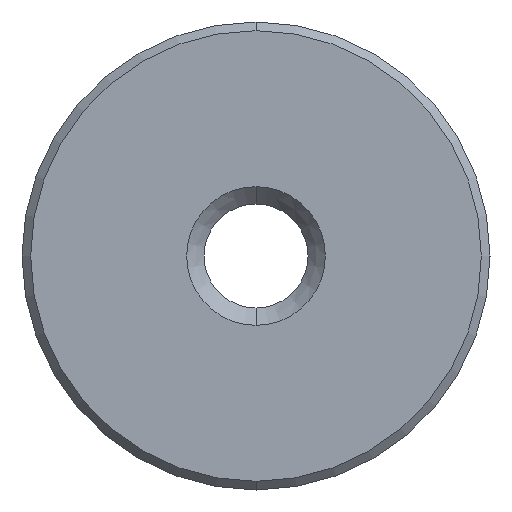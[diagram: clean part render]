
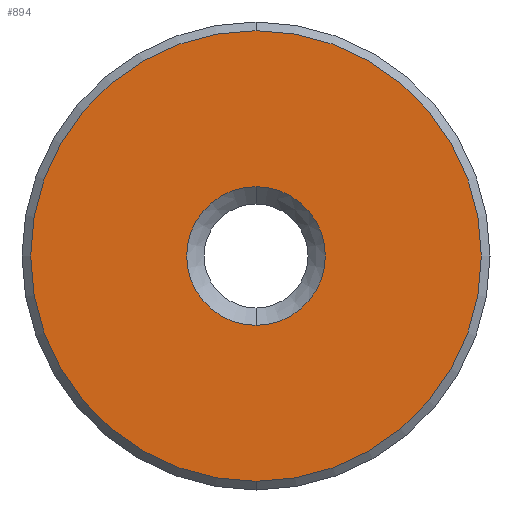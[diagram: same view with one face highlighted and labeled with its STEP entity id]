
A CAD part, front view. The second image highlights one B-rep face of the part: STEP entity #894.
In plain terms, the highlighted planar face has unit normal (0, -1, 0).
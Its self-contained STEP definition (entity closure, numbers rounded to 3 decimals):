
#32 = CARTESIAN_POINT ( 'NONE',  ( 0., 0., -4. ) ) ;
#38 = VERTEX_POINT ( 'NONE', #32 ) ;
#48 = ORIENTED_EDGE ( 'NONE', *, *, #1212, .T. ) ;
#53 = VERTEX_POINT ( 'NONE', #926 ) ;
#120 = EDGE_LOOP ( 'NONE', ( #879, #492 ) ) ;
#123 = CARTESIAN_POINT ( 'NONE',  ( 0., 0., 0. ) ) ;
#141 = AXIS2_PLACEMENT_3D ( 'NONE', #123, #506, #331 ) ;
#183 = FACE_OUTER_BOUND ( 'NONE', #120, .T. ) ;
#186 = EDGE_LOOP ( 'NONE', ( #48, #914 ) ) ;
#190 = CARTESIAN_POINT ( 'NONE',  ( 0., 0., 13. ) ) ;
#250 = EDGE_CURVE ( 'NONE', #53, #38, #326, .T. ) ;
#260 = CIRCLE ( 'NONE', #311, 4. ) ;
#265 = DIRECTION ( 'NONE',  ( 0., -1., 0. ) ) ;
#311 = AXIS2_PLACEMENT_3D ( 'NONE', #872, #384, #584 ) ;
#313 = CARTESIAN_POINT ( 'NONE',  ( 0., 0., -13. ) ) ;
#316 = DIRECTION ( 'NONE',  ( 0., 0., 1. ) ) ;
#326 = CIRCLE ( 'NONE', #141, 4. ) ;
#331 = DIRECTION ( 'NONE',  ( 0., 0., 1. ) ) ;
#384 = DIRECTION ( 'NONE',  ( 0., 1., 0. ) ) ;
#474 = EDGE_CURVE ( 'NONE', #705, #848, #720, .T. ) ;
#478 = FACE_BOUND ( 'NONE', #186, .T. ) ;
#492 = ORIENTED_EDGE ( 'NONE', *, *, #474, .T. ) ;
#506 = DIRECTION ( 'NONE',  ( 0., 1., 0. ) ) ;
#522 = CARTESIAN_POINT ( 'NONE',  ( 0., 0., 0. ) ) ;
#584 = DIRECTION ( 'NONE',  ( 0., 0., 1. ) ) ;
#586 = CARTESIAN_POINT ( 'NONE',  ( 0., 0., 0. ) ) ;
#656 = AXIS2_PLACEMENT_3D ( 'NONE', #586, #860, #987 ) ;
#705 = VERTEX_POINT ( 'NONE', #313 ) ;
#720 = CIRCLE ( 'NONE', #1025, 13. ) ;
#757 = AXIS2_PLACEMENT_3D ( 'NONE', #522, #902, #316 ) ;
#848 = VERTEX_POINT ( 'NONE', #190 ) ;
#860 = DIRECTION ( 'NONE',  ( 0., 1., 0. ) ) ;
#872 = CARTESIAN_POINT ( 'NONE',  ( 0., 0., 0. ) ) ;
#879 = ORIENTED_EDGE ( 'NONE', *, *, #915, .T. ) ;
#894 = ADVANCED_FACE ( 'NONE', ( #183, #478 ), #1077, .F. ) ;
#902 = DIRECTION ( 'NONE',  ( 0., -1., 0. ) ) ;
#914 = ORIENTED_EDGE ( 'NONE', *, *, #250, .T. ) ;
#915 = EDGE_CURVE ( 'NONE', #848, #705, #1244, .T. ) ;
#926 = CARTESIAN_POINT ( 'NONE',  ( 0., 0., 4. ) ) ;
#987 = DIRECTION ( 'NONE',  ( 0., 0., 1. ) ) ;
#1025 = AXIS2_PLACEMENT_3D ( 'NONE', #1180, #265, #1172 ) ;
#1077 = PLANE ( 'NONE',  #656 ) ;
#1172 = DIRECTION ( 'NONE',  ( 0., 0., 1. ) ) ;
#1180 = CARTESIAN_POINT ( 'NONE',  ( 0., 0., 0. ) ) ;
#1212 = EDGE_CURVE ( 'NONE', #38, #53, #260, .T. ) ;
#1244 = CIRCLE ( 'NONE', #757, 13. ) ;
